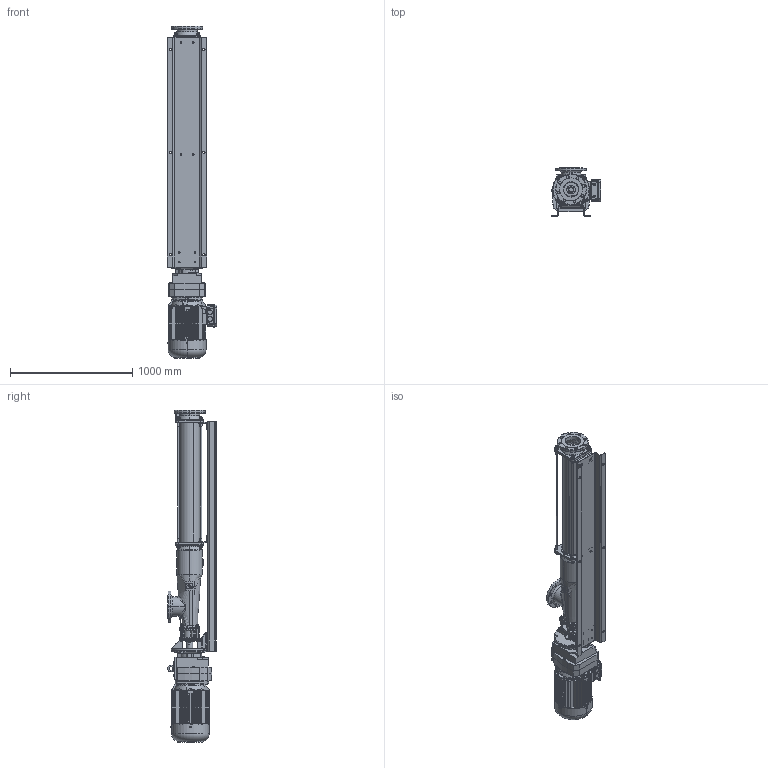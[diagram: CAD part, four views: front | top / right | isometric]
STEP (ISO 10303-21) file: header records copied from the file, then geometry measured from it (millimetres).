
FILE_DESCRIPTION (( 'STEP AP214' ), '1' );
FILE_NAME ('RLCB65M.SLDPRT....STEP', '2025-06-02T12:18:14', ( '' ), ( '' ), 'SwSTEP 2.0', 'SolidWorks 2021', '' );
FILE_SCHEMA (( 'AUTOMOTIVE_DESIGN' ));
Length unit declared in the file: millimetre
Products named in the file (1): RLCB65M.SLDPRT...
Bounding box: 402.5 x 398 x 2718.58 mm (x, y, z)
Volume: 70838995 mm3; surface area: 7764567.8 mm2
Topology: 88 solids, 95 shells, 3413 faces, 8674 edges, 5472 vertices
Faces by surface type: plane 1323, cylinder 1250, cone 533, torus 203, bspline 82, sphere 22
Entity records: 154652 total; most frequent: CARTESIAN_POINT 33981, DIRECTION 17418, ORIENTED_EDGE 17230, EDGE_CURVE 8615, AXIS2_PLACEMENT_3D 6651, VERTEX_POINT 5471, VECTOR 4116, LINE 4116
